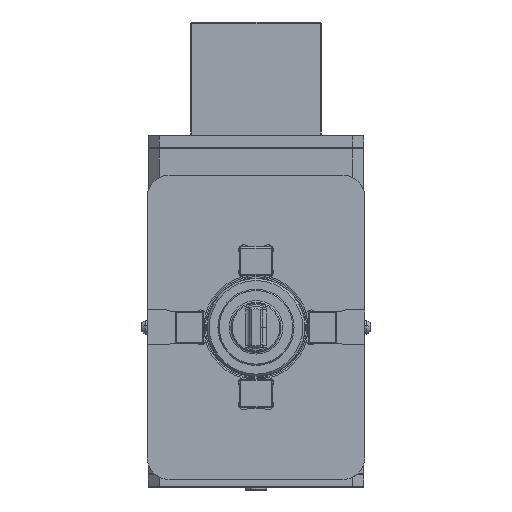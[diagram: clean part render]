
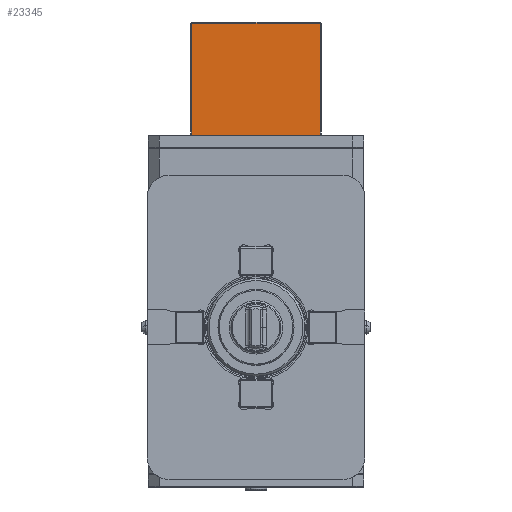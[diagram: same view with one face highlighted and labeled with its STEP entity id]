
A CAD part, front view. The second image highlights one B-rep face of the part: STEP entity #23345.
In plain terms, the highlighted planar face has unit normal (0, -1, 0).
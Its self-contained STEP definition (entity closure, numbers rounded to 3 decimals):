
#2042 = CARTESIAN_POINT ( 'NONE',  ( 30., 52.5, 140.5 ) ) ;
#2526 = VERTEX_POINT ( 'NONE', #11985 ) ;
#4311 = DIRECTION ( 'NONE',  ( 0., 1., 0. ) ) ;
#4386 = EDGE_LOOP ( 'NONE', ( #23728, #8979, #28827, #16491 ) ) ;
#5068 = AXIS2_PLACEMENT_3D ( 'NONE', #2042, #4311, #27606 ) ;
#5329 = LINE ( 'NONE', #33216, #15741 ) ;
#5651 = CARTESIAN_POINT ( 'NONE',  ( 30., 52.5, 88.5 ) ) ;
#5953 = VECTOR ( 'NONE', #16175, 1000. ) ;
#6644 = EDGE_CURVE ( 'NONE', #13927, #9833, #18859, .T. ) ;
#8537 = EDGE_CURVE ( 'NONE', #10692, #13927, #28207, .T. ) ;
#8979 = ORIENTED_EDGE ( 'NONE', *, *, #32993, .T. ) ;
#9833 = VERTEX_POINT ( 'NONE', #30895 ) ;
#10150 = CARTESIAN_POINT ( 'NONE',  ( 29.5, 52.5, 140.5 ) ) ;
#10692 = VERTEX_POINT ( 'NONE', #29810 ) ;
#10722 = DIRECTION ( 'NONE',  ( 1., 0., 0. ) ) ;
#11395 = VECTOR ( 'NONE', #10722, 1000. ) ;
#11985 = CARTESIAN_POINT ( 'NONE',  ( -29.5, 52.5, 88.5 ) ) ;
#13927 = VERTEX_POINT ( 'NONE', #17431 ) ;
#14157 = LINE ( 'NONE', #5651, #11395 ) ;
#15741 = VECTOR ( 'NONE', #23076, 1000. ) ;
#16175 = DIRECTION ( 'NONE',  ( -1., 0., 0. ) ) ;
#16491 = ORIENTED_EDGE ( 'NONE', *, *, #6644, .T. ) ;
#16504 = CARTESIAN_POINT ( 'NONE',  ( 30., 52.5, 140. ) ) ;
#17431 = CARTESIAN_POINT ( 'NONE',  ( 29.5, 52.5, 140. ) ) ;
#17785 = VECTOR ( 'NONE', #20086, 1000. ) ;
#18859 = LINE ( 'NONE', #16504, #5953 ) ;
#20086 = DIRECTION ( 'NONE',  ( 0., 0., 1. ) ) ;
#22417 = PLANE ( 'NONE',  #5068 ) ;
#23076 = DIRECTION ( 'NONE',  ( 0., 0., -1. ) ) ;
#23345 = ADVANCED_FACE ( 'Defeature completata2_488', ( #27775 ), #22417, .F. ) ;
#23728 = ORIENTED_EDGE ( 'NONE', *, *, #25674, .T. ) ;
#25674 = EDGE_CURVE ( 'NONE', #9833, #2526, #5329, .T. ) ;
#27606 = DIRECTION ( 'NONE',  ( 1., 0., 0. ) ) ;
#27775 = FACE_OUTER_BOUND ( 'NONE', #4386, .T. ) ;
#28207 = LINE ( 'NONE', #10150, #17785 ) ;
#28827 = ORIENTED_EDGE ( 'NONE', *, *, #8537, .T. ) ;
#29810 = CARTESIAN_POINT ( 'NONE',  ( 29.5, 52.5, 88.5 ) ) ;
#30895 = CARTESIAN_POINT ( 'NONE',  ( -29.5, 52.5, 140. ) ) ;
#32993 = EDGE_CURVE ( 'NONE', #2526, #10692, #14157, .T. ) ;
#33216 = CARTESIAN_POINT ( 'NONE',  ( -29.5, 52.5, 140.5 ) ) ;
